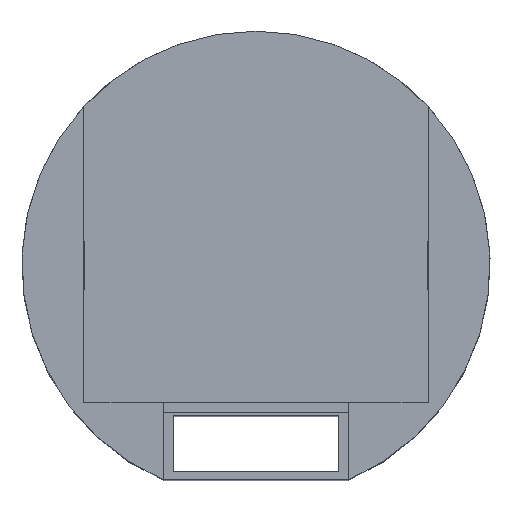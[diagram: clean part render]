
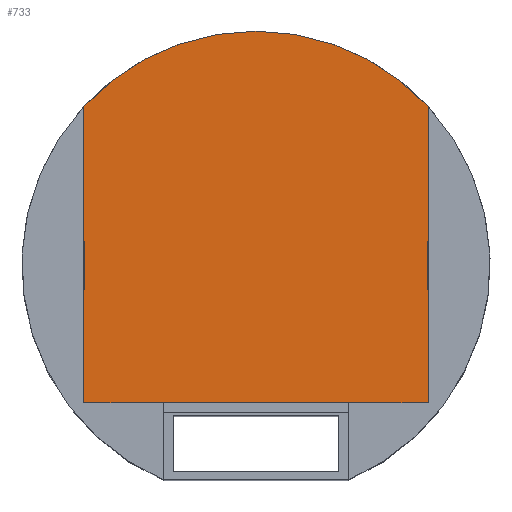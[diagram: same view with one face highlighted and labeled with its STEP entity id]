
A CAD part, top view. The second image highlights one B-rep face of the part: STEP entity #733.
In plain terms, the highlighted planar face has unit normal (0, 0, 1).
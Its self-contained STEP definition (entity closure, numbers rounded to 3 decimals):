
#29=CIRCLE('',#791,1.5);
#30=CIRCLE('',#792,51.);
#31=CIRCLE('',#793,1.5);
#44=FACE_OUTER_BOUND('',#84,.T.);
#84=EDGE_LOOP('',(#546,#547,#548,#549,#550,#551,#552,#553,#554,#555,#556,
#557,#558,#559,#560,#561,#562,#563,#564,#565));
#140=LINE('',#1090,#236);
#147=LINE('',#1105,#243);
#151=LINE('',#1114,#247);
#164=LINE('',#1142,#260);
#165=LINE('',#1144,#261);
#166=LINE('',#1148,#262);
#167=LINE('',#1149,#263);
#168=LINE('',#1151,#264);
#169=LINE('',#1153,#265);
#170=LINE('',#1157,#266);
#171=LINE('',#1158,#267);
#172=LINE('',#1160,#268);
#173=LINE('',#1162,#269);
#174=LINE('',#1166,#270);
#175=LINE('',#1168,#271);
#176=LINE('',#1169,#272);
#177=LINE('',#1170,#273);
#236=VECTOR('',#879,10.);
#243=VECTOR('',#890,10.);
#247=VECTOR('',#896,10.);
#260=VECTOR('',#915,10.);
#261=VECTOR('',#916,10.);
#262=VECTOR('',#919,10.);
#263=VECTOR('',#920,10.);
#264=VECTOR('',#921,10.);
#265=VECTOR('',#922,10.);
#266=VECTOR('',#925,10.);
#267=VECTOR('',#926,10.);
#268=VECTOR('',#927,10.);
#269=VECTOR('',#928,10.);
#270=VECTOR('',#931,10.);
#271=VECTOR('',#932,10.);
#272=VECTOR('',#933,10.);
#273=VECTOR('',#934,10.);
#334=VERTEX_POINT('',#1087);
#335=VERTEX_POINT('',#1089);
#340=VERTEX_POINT('',#1102);
#341=VERTEX_POINT('',#1104);
#344=VERTEX_POINT('',#1111);
#345=VERTEX_POINT('',#1113);
#356=VERTEX_POINT('',#1140);
#357=VERTEX_POINT('',#1141);
#358=VERTEX_POINT('',#1143);
#359=VERTEX_POINT('',#1145);
#360=VERTEX_POINT('',#1147);
#361=VERTEX_POINT('',#1150);
#362=VERTEX_POINT('',#1152);
#363=VERTEX_POINT('',#1154);
#364=VERTEX_POINT('',#1156);
#365=VERTEX_POINT('',#1159);
#366=VERTEX_POINT('',#1161);
#367=VERTEX_POINT('',#1163);
#368=VERTEX_POINT('',#1165);
#369=VERTEX_POINT('',#1167);
#408=EDGE_CURVE('',#334,#335,#140,.T.);
#415=EDGE_CURVE('',#340,#341,#147,.T.);
#419=EDGE_CURVE('',#344,#345,#151,.T.);
#433=EDGE_CURVE('',#356,#357,#164,.T.);
#434=EDGE_CURVE('',#358,#356,#165,.T.);
#435=EDGE_CURVE('',#359,#358,#29,.T.);
#436=EDGE_CURVE('',#360,#359,#166,.T.);
#437=EDGE_CURVE('',#345,#360,#167,.T.);
#438=EDGE_CURVE('',#361,#344,#168,.T.);
#439=EDGE_CURVE('',#361,#362,#169,.T.);
#440=EDGE_CURVE('',#362,#363,#30,.T.);
#441=EDGE_CURVE('',#363,#364,#170,.T.);
#442=EDGE_CURVE('',#341,#364,#171,.T.);
#443=EDGE_CURVE('',#365,#340,#172,.T.);
#444=EDGE_CURVE('',#365,#366,#173,.T.);
#445=EDGE_CURVE('',#367,#366,#31,.T.);
#446=EDGE_CURVE('',#367,#368,#174,.T.);
#447=EDGE_CURVE('',#368,#369,#175,.T.);
#448=EDGE_CURVE('',#335,#369,#176,.T.);
#449=EDGE_CURVE('',#357,#334,#177,.T.);
#546=ORIENTED_EDGE('',*,*,#433,.F.);
#547=ORIENTED_EDGE('',*,*,#434,.F.);
#548=ORIENTED_EDGE('',*,*,#435,.F.);
#549=ORIENTED_EDGE('',*,*,#436,.F.);
#550=ORIENTED_EDGE('',*,*,#437,.F.);
#551=ORIENTED_EDGE('',*,*,#419,.F.);
#552=ORIENTED_EDGE('',*,*,#438,.F.);
#553=ORIENTED_EDGE('',*,*,#439,.T.);
#554=ORIENTED_EDGE('',*,*,#440,.T.);
#555=ORIENTED_EDGE('',*,*,#441,.T.);
#556=ORIENTED_EDGE('',*,*,#442,.F.);
#557=ORIENTED_EDGE('',*,*,#415,.F.);
#558=ORIENTED_EDGE('',*,*,#443,.F.);
#559=ORIENTED_EDGE('',*,*,#444,.T.);
#560=ORIENTED_EDGE('',*,*,#445,.F.);
#561=ORIENTED_EDGE('',*,*,#446,.T.);
#562=ORIENTED_EDGE('',*,*,#447,.T.);
#563=ORIENTED_EDGE('',*,*,#448,.F.);
#564=ORIENTED_EDGE('',*,*,#408,.F.);
#565=ORIENTED_EDGE('',*,*,#449,.F.);
#700=PLANE('',#790);
#733=ADVANCED_FACE('',(#44),#700,.T.);
#790=AXIS2_PLACEMENT_3D('',#1139,#913,#914);
#791=AXIS2_PLACEMENT_3D('',#1146,#917,#918);
#792=AXIS2_PLACEMENT_3D('',#1155,#923,#924);
#793=AXIS2_PLACEMENT_3D('',#1164,#929,#930);
#879=DIRECTION('',(-1.,0.,0.));
#890=DIRECTION('',(0.,1.,0.));
#896=DIRECTION('',(0.,-1.,0.));
#913=DIRECTION('center_axis',(0.,0.,1.));
#914=DIRECTION('ref_axis',(1.,0.,0.));
#915=DIRECTION('',(-1.,0.,0.));
#916=DIRECTION('',(0.,-1.,0.));
#917=DIRECTION('center_axis',(0.,0.,1.));
#918=DIRECTION('ref_axis',(1.,0.,0.));
#919=DIRECTION('',(0.,-1.,0.));
#920=DIRECTION('',(1.,0.,0.));
#921=DIRECTION('',(-1.,0.,0.));
#922=DIRECTION('',(0.,1.,0.));
#923=DIRECTION('center_axis',(0.,0.,1.));
#924=DIRECTION('ref_axis',(1.,0.,0.));
#925=DIRECTION('',(0.,-1.,0.));
#926=DIRECTION('',(-1.,0.,0.));
#927=DIRECTION('',(1.,0.,0.));
#928=DIRECTION('',(0.,-1.,0.));
#929=DIRECTION('center_axis',(0.,0.,1.));
#930=DIRECTION('ref_axis',(1.,0.,0.));
#931=DIRECTION('',(0.,-1.,0.));
#932=DIRECTION('',(1.,0.,0.));
#933=DIRECTION('',(0.,-1.,0.));
#934=DIRECTION('',(0.,1.,0.));
#1087=CARTESIAN_POINT('',(20.2,-29.8,-200.));
#1089=CARTESIAN_POINT('',(-20.2,-29.8,-200.));
#1090=CARTESIAN_POINT('',(10.,-29.8,-200.));
#1102=CARTESIAN_POINT('',(-37.3,-5.2,-200.));
#1104=CARTESIAN_POINT('',(-37.3,5.2,-200.));
#1105=CARTESIAN_POINT('',(-37.3,-1.479,-200.));
#1111=CARTESIAN_POINT('',(37.3,5.2,-200.));
#1113=CARTESIAN_POINT('',(37.3,-5.2,-200.));
#1114=CARTESIAN_POINT('',(37.3,3.521,-200.));
#1139=CARTESIAN_POINT('Origin',(0.,2.043,-200.));
#1140=CARTESIAN_POINT('',(37.5,-30.,-200.));
#1141=CARTESIAN_POINT('',(20.2,-30.,-200.));
#1142=CARTESIAN_POINT('',(37.5,-30.,-200.));
#1143=CARTESIAN_POINT('',(37.5,-22.793,-200.));
#1144=CARTESIAN_POINT('',(37.5,30.,-200.));
#1145=CARTESIAN_POINT('',(37.5,-22.207,-200.));
#1146=CARTESIAN_POINT('Origin',(38.971,-22.5,-200.));
#1147=CARTESIAN_POINT('',(37.5,-5.2,-200.));
#1148=CARTESIAN_POINT('',(37.5,30.,-200.));
#1149=CARTESIAN_POINT('',(18.75,-5.2,-200.));
#1150=CARTESIAN_POINT('',(37.5,5.2,-200.));
#1151=CARTESIAN_POINT('',(23.75,5.2,-200.));
#1152=CARTESIAN_POINT('',(37.5,34.565,-200.));
#1153=CARTESIAN_POINT('',(37.5,30.,-200.));
#1154=CARTESIAN_POINT('',(-37.5,34.565,-200.));
#1155=CARTESIAN_POINT('Origin',(0.,0.,-200.));
#1156=CARTESIAN_POINT('',(-37.5,5.2,-200.));
#1157=CARTESIAN_POINT('',(-37.5,30.,-200.));
#1158=CARTESIAN_POINT('',(-18.75,5.2,-200.));
#1159=CARTESIAN_POINT('',(-37.5,-5.2,-200.));
#1160=CARTESIAN_POINT('',(-23.75,-5.2,-200.));
#1161=CARTESIAN_POINT('',(-37.5,-22.207,-200.));
#1162=CARTESIAN_POINT('',(-37.5,30.,-200.));
#1163=CARTESIAN_POINT('',(-37.5,-22.793,-200.));
#1164=CARTESIAN_POINT('Origin',(-38.971,-22.5,-200.));
#1165=CARTESIAN_POINT('',(-37.5,-30.,-200.));
#1166=CARTESIAN_POINT('',(-37.5,30.,-200.));
#1167=CARTESIAN_POINT('',(-20.2,-30.,-200.));
#1168=CARTESIAN_POINT('',(-37.5,-30.,-200.));
#1169=CARTESIAN_POINT('',(-20.2,-13.979,-200.));
#1170=CARTESIAN_POINT('',(20.2,-14.979,-200.));
